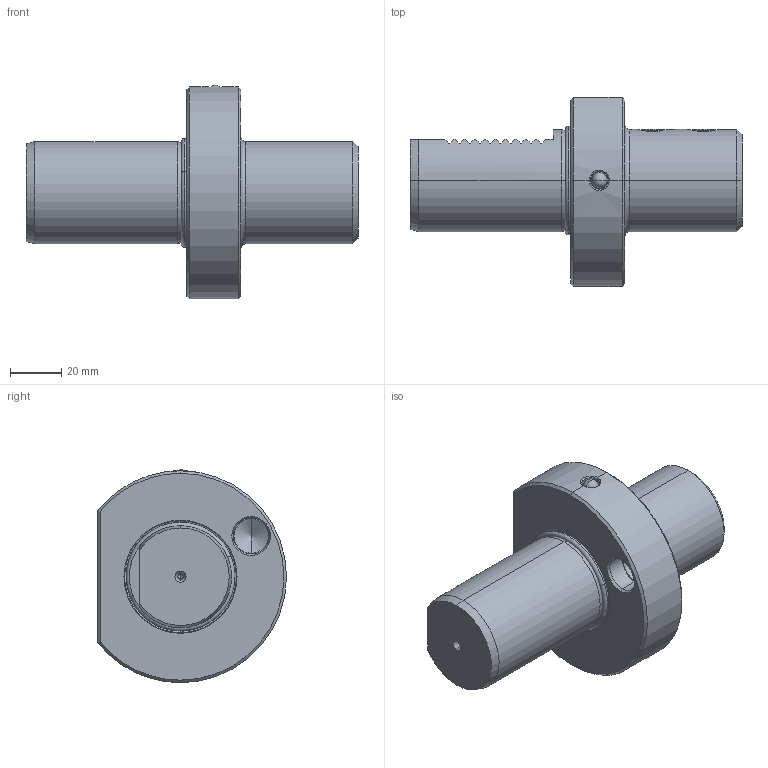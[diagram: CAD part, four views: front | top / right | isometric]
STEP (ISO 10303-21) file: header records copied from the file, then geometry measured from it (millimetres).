
FILE_DESCRIPTION (( 'STEP AP203' ), '1' );
FILE_NAME ('409.51.20.STEP', '2016-11-26T06:29:27', ( '' ), ( '' ), 'SwSTEP 2.0', 'SolidWorks 2012', '' );
FILE_SCHEMA (( 'CONFIG_CONTROL_DESIGN' ));
Length unit declared in the file: millimetre
Products named in the file (7): 管螺文螺絲; 409.51.20; 7止水鉚珠; VDI40       E1_20; M10xP1x10 102-91-10; O型環38.7; M10xP1x14 102-93-10
Assembly tree (6 placements, depth 2):
  409.51.20
    VDI40       E1_20
    M10xP1x10 102-91-10
    M10xP1x14 102-93-10
    O型環38.7
    7止水鉚珠
    管螺文螺絲
Bounding box: 130 x 74 x 83.57 mm (x, y, z)
Volume: 217029.7 mm3; surface area: 39077 mm2
Topology: 7 solids, 7 shells, 403 faces, 1036 edges, 643 vertices
Faces by surface type: cone 139, cylinder 139, plane 75, bspline 34, torus 14, sphere 2
Entity records: 39269 total; most frequent: CARTESIAN_POINT 29910, ORIENTED_EDGE 2046, DIRECTION 1542, EDGE_CURVE 1023, VERTEX_POINT 640, AXIS2_PLACEMENT_3D 582, EDGE_LOOP 421, ADVANCED_FACE 403
